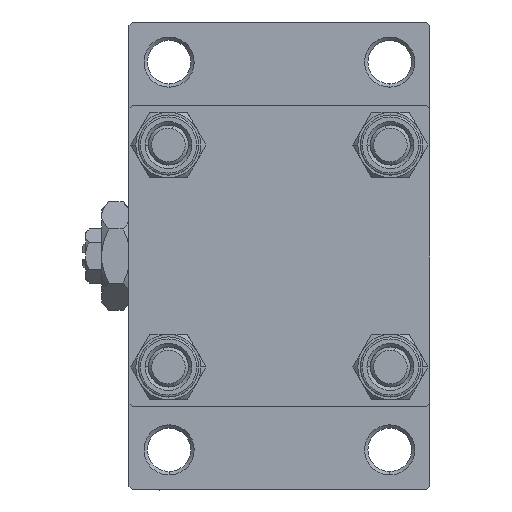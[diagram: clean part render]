
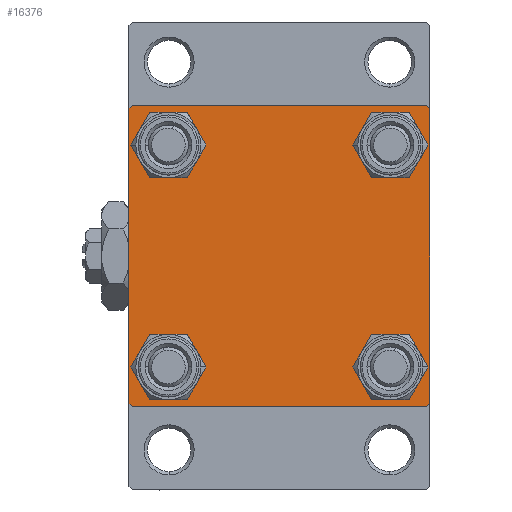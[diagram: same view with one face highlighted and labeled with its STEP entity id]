
A CAD part, left-side view. The second image highlights one B-rep face of the part: STEP entity #16376.
In plain terms, the highlighted planar face has unit normal (-1, 0, 0).
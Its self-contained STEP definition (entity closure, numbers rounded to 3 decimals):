
#656 = DIRECTION ( 'NONE',  ( 0., 0., 1. ) ) ;
#673 = VERTEX_POINT ( 'NONE', #36650 ) ;
#1124 = CARTESIAN_POINT ( 'NONE',  ( 0., 16.6, 16.6 ) ) ;
#1432 = CARTESIAN_POINT ( 'NONE',  ( 0., 16.6, 16.6 ) ) ;
#1588 = CIRCLE ( 'NONE', #30296, 3.5 ) ;
#1637 = CARTESIAN_POINT ( 'NONE',  ( 0., -16.6, 16.6 ) ) ;
#2663 = CARTESIAN_POINT ( 'NONE',  ( 0., 22.5, 22. ) ) ;
#2896 = VERTEX_POINT ( 'NONE', #9260 ) ;
#4432 = LINE ( 'NONE', #15753, #17877 ) ;
#4507 = FACE_OUTER_BOUND ( 'NONE', #44522, .T. ) ;
#4765 = CARTESIAN_POINT ( 'NONE',  ( 0., 0., 0. ) ) ;
#5783 = AXIS2_PLACEMENT_3D ( 'NONE', #1637, #28856, #25262 ) ;
#5955 = ORIENTED_EDGE ( 'NONE', *, *, #34638, .T. ) ;
#6104 = CIRCLE ( 'NONE', #47144, 3.5 ) ;
#6139 = DIRECTION ( 'NONE',  ( 0., 0., -1. ) ) ;
#6785 = CARTESIAN_POINT ( 'NONE',  ( 0., -16.6, -16.6 ) ) ;
#7430 = EDGE_CURVE ( 'NONE', #15355, #8068, #39977, .T. ) ;
#7434 = LINE ( 'NONE', #23116, #30634 ) ;
#8068 = VERTEX_POINT ( 'NONE', #25115 ) ;
#8360 = DIRECTION ( 'NONE',  ( 0., 0., 1. ) ) ;
#8859 = ORIENTED_EDGE ( 'NONE', *, *, #50582, .T. ) ;
#8963 = ORIENTED_EDGE ( 'NONE', *, *, #38260, .T. ) ;
#9260 = CARTESIAN_POINT ( 'NONE',  ( 0., -22.5, -22. ) ) ;
#9263 = VERTEX_POINT ( 'NONE', #24810 ) ;
#9584 = DIRECTION ( 'NONE',  ( 0., 0.707, 0.707 ) ) ;
#9729 = LINE ( 'NONE', #21568, #21491 ) ;
#10528 = ORIENTED_EDGE ( 'NONE', *, *, #43090, .T. ) ;
#10787 = VECTOR ( 'NONE', #36640, 1000. ) ;
#11884 = VECTOR ( 'NONE', #17966, 1000. ) ;
#12276 = LINE ( 'NONE', #35410, #38300 ) ;
#12457 = EDGE_LOOP ( 'NONE', ( #42751, #5955 ) ) ;
#13005 = CARTESIAN_POINT ( 'NONE',  ( 0., 22.5, 22.5 ) ) ;
#13006 = CARTESIAN_POINT ( 'NONE',  ( 0., -16.6, 16.6 ) ) ;
#13944 = EDGE_CURVE ( 'NONE', #17591, #14230, #40547, .T. ) ;
#14230 = VERTEX_POINT ( 'NONE', #40122 ) ;
#14500 = DIRECTION ( 'NONE',  ( 1., 0., 0. ) ) ;
#15355 = VERTEX_POINT ( 'NONE', #31786 ) ;
#15499 = DIRECTION ( 'NONE',  ( 0., 0.707, -0.707 ) ) ;
#15662 = FACE_BOUND ( 'NONE', #44535, .T. ) ;
#15753 = CARTESIAN_POINT ( 'NONE',  ( 0., 22.25, 22.25 ) ) ;
#15990 = ORIENTED_EDGE ( 'NONE', *, *, #47635, .T. ) ;
#16233 = DIRECTION ( 'NONE',  ( 0., 0., 1. ) ) ;
#16275 = CARTESIAN_POINT ( 'NONE',  ( 0., -16.6, -16.6 ) ) ;
#16376 = ADVANCED_FACE ( 'NONE', ( #35181, #15662, #17373, #24046, #4507 ), #48448, .T. ) ;
#16377 = AXIS2_PLACEMENT_3D ( 'NONE', #6785, #14500, #33772 ) ;
#16753 = VERTEX_POINT ( 'NONE', #48060 ) ;
#16825 = VERTEX_POINT ( 'NONE', #18511 ) ;
#17373 = FACE_BOUND ( 'NONE', #47192, .T. ) ;
#17591 = VERTEX_POINT ( 'NONE', #39147 ) ;
#17877 = VECTOR ( 'NONE', #15499, 1000. ) ;
#17966 = DIRECTION ( 'NONE',  ( 0., -0.707, -0.707 ) ) ;
#18084 = CARTESIAN_POINT ( 'NONE',  ( 0., -22.25, 22.25 ) ) ;
#18511 = CARTESIAN_POINT ( 'NONE',  ( 0., -16.6, 20.1 ) ) ;
#18816 = AXIS2_PLACEMENT_3D ( 'NONE', #1124, #44015, #36838 ) ;
#19459 = DIRECTION ( 'NONE',  ( 0., 0., 1. ) ) ;
#19581 = VERTEX_POINT ( 'NONE', #2663 ) ;
#19717 = CIRCLE ( 'NONE', #5783, 3.5 ) ;
#20191 = DIRECTION ( 'NONE',  ( -1., 0., 0. ) ) ;
#20390 = DIRECTION ( 'NONE',  ( 0., 0., 1. ) ) ;
#20547 = CARTESIAN_POINT ( 'NONE',  ( 0., -22.5, 22. ) ) ;
#20817 = VECTOR ( 'NONE', #37211, 1000. ) ;
#21115 = CARTESIAN_POINT ( 'NONE',  ( 0., 16.6, -16.6 ) ) ;
#21168 = ORIENTED_EDGE ( 'NONE', *, *, #27875, .T. ) ;
#21491 = VECTOR ( 'NONE', #6139, 1000. ) ;
#21545 = CARTESIAN_POINT ( 'NONE',  ( 0., 22.5, 22.5 ) ) ;
#21568 = CARTESIAN_POINT ( 'NONE',  ( 0., -22.5, 22.5 ) ) ;
#22528 = AXIS2_PLACEMENT_3D ( 'NONE', #23822, #23316, #19459 ) ;
#22541 = ORIENTED_EDGE ( 'NONE', *, *, #40791, .F. ) ;
#22587 = ORIENTED_EDGE ( 'NONE', *, *, #39326, .T. ) ;
#23116 = CARTESIAN_POINT ( 'NONE',  ( 0., -22.25, -22.25 ) ) ;
#23305 = VERTEX_POINT ( 'NONE', #44247 ) ;
#23316 = DIRECTION ( 'NONE',  ( 1., 0., 0. ) ) ;
#23822 = CARTESIAN_POINT ( 'NONE',  ( 0., 16.6, -16.6 ) ) ;
#23870 = VERTEX_POINT ( 'NONE', #36428 ) ;
#24046 = FACE_BOUND ( 'NONE', #12457, .T. ) ;
#24810 = CARTESIAN_POINT ( 'NONE',  ( 0., 16.6, 13.1 ) ) ;
#25115 = CARTESIAN_POINT ( 'NONE',  ( 0., -22., 22.5 ) ) ;
#25262 = DIRECTION ( 'NONE',  ( 0., 0., 1. ) ) ;
#25323 = EDGE_CURVE ( 'NONE', #23870, #9263, #1588, .T. ) ;
#25516 = CARTESIAN_POINT ( 'NONE',  ( 0., -16.6, -13.1 ) ) ;
#27564 = AXIS2_PLACEMENT_3D ( 'NONE', #4765, #20191, #656 ) ;
#27875 = EDGE_CURVE ( 'NONE', #15355, #19581, #4432, .T. ) ;
#28495 = EDGE_CURVE ( 'NONE', #673, #45654, #12276, .T. ) ;
#28856 = DIRECTION ( 'NONE',  ( 1., 0., 0. ) ) ;
#29251 = LINE ( 'NONE', #44927, #11884 ) ;
#30296 = AXIS2_PLACEMENT_3D ( 'NONE', #1432, #43565, #8360 ) ;
#30634 = VECTOR ( 'NONE', #35171, 1000. ) ;
#31025 = CARTESIAN_POINT ( 'NONE',  ( 0., -22., -22.5 ) ) ;
#31052 = ORIENTED_EDGE ( 'NONE', *, *, #28495, .T. ) ;
#31143 = CIRCLE ( 'NONE', #16377, 3.5 ) ;
#31786 = CARTESIAN_POINT ( 'NONE',  ( 0., 22., 22.5 ) ) ;
#31878 = AXIS2_PLACEMENT_3D ( 'NONE', #16275, #47616, #20390 ) ;
#32075 = ORIENTED_EDGE ( 'NONE', *, *, #33715, .T. ) ;
#33715 = EDGE_CURVE ( 'NONE', #48166, #16753, #39262, .T. ) ;
#33748 = LINE ( 'NONE', #18084, #40283 ) ;
#33772 = DIRECTION ( 'NONE',  ( 0., 0., 1. ) ) ;
#34638 = EDGE_CURVE ( 'NONE', #9263, #23870, #37668, .T. ) ;
#34647 = ORIENTED_EDGE ( 'NONE', *, *, #47273, .T. ) ;
#34937 = ORIENTED_EDGE ( 'NONE', *, *, #36127, .T. ) ;
#35171 = DIRECTION ( 'NONE',  ( 0., -0.707, 0.707 ) ) ;
#35181 = FACE_BOUND ( 'NONE', #39162, .T. ) ;
#35410 = CARTESIAN_POINT ( 'NONE',  ( 0., 22.5, -22.5 ) ) ;
#35869 = DIRECTION ( 'NONE',  ( 1., 0., 0. ) ) ;
#36127 = EDGE_CURVE ( 'NONE', #16753, #48166, #31143, .T. ) ;
#36428 = CARTESIAN_POINT ( 'NONE',  ( 0., 16.6, 20.1 ) ) ;
#36640 = DIRECTION ( 'NONE',  ( 0., -1., 0. ) ) ;
#36650 = CARTESIAN_POINT ( 'NONE',  ( 0., 22., -22.5 ) ) ;
#36838 = DIRECTION ( 'NONE',  ( 0., 0., 1. ) ) ;
#37211 = DIRECTION ( 'NONE',  ( 0., 0., -1. ) ) ;
#37668 = CIRCLE ( 'NONE', #18816, 3.5 ) ;
#38260 = EDGE_CURVE ( 'NONE', #23305, #16825, #19717, .T. ) ;
#38300 = VECTOR ( 'NONE', #46720, 1000. ) ;
#38681 = AXIS2_PLACEMENT_3D ( 'NONE', #13006, #35869, #47692 ) ;
#39147 = CARTESIAN_POINT ( 'NONE',  ( 0., 16.6, -20.1 ) ) ;
#39162 = EDGE_LOOP ( 'NONE', ( #10528, #8963 ) ) ;
#39262 = CIRCLE ( 'NONE', #31878, 3.5 ) ;
#39326 = EDGE_CURVE ( 'NONE', #45524, #8068, #33748, .T. ) ;
#39616 = DIRECTION ( 'NONE',  ( 1., 0., 0. ) ) ;
#39900 = VERTEX_POINT ( 'NONE', #44923 ) ;
#39977 = LINE ( 'NONE', #13005, #10787 ) ;
#40122 = CARTESIAN_POINT ( 'NONE',  ( 0., 16.6, -13.1 ) ) ;
#40283 = VECTOR ( 'NONE', #9584, 1000. ) ;
#40547 = CIRCLE ( 'NONE', #22528, 3.5 ) ;
#40791 = EDGE_CURVE ( 'NONE', #45524, #2896, #9729, .T. ) ;
#42751 = ORIENTED_EDGE ( 'NONE', *, *, #25323, .T. ) ;
#43090 = EDGE_CURVE ( 'NONE', #16825, #23305, #46048, .T. ) ;
#43356 = ORIENTED_EDGE ( 'NONE', *, *, #13944, .T. ) ;
#43565 = DIRECTION ( 'NONE',  ( 1., 0., 0. ) ) ;
#43767 = ORIENTED_EDGE ( 'NONE', *, *, #49201, .T. ) ;
#44015 = DIRECTION ( 'NONE',  ( 1., 0., 0. ) ) ;
#44247 = CARTESIAN_POINT ( 'NONE',  ( 0., -16.6, 13.1 ) ) ;
#44522 = EDGE_LOOP ( 'NONE', ( #15990, #8859, #31052, #34647, #22541, #22587, #45056, #21168 ) ) ;
#44535 = EDGE_LOOP ( 'NONE', ( #32075, #34937 ) ) ;
#44923 = CARTESIAN_POINT ( 'NONE',  ( 0., 22.5, -22. ) ) ;
#44927 = CARTESIAN_POINT ( 'NONE',  ( 0., 22.25, -22.25 ) ) ;
#45056 = ORIENTED_EDGE ( 'NONE', *, *, #7430, .F. ) ;
#45524 = VERTEX_POINT ( 'NONE', #20547 ) ;
#45654 = VERTEX_POINT ( 'NONE', #31025 ) ;
#46048 = CIRCLE ( 'NONE', #38681, 3.5 ) ;
#46720 = DIRECTION ( 'NONE',  ( 0., -1., 0. ) ) ;
#47144 = AXIS2_PLACEMENT_3D ( 'NONE', #21115, #39616, #16233 ) ;
#47192 = EDGE_LOOP ( 'NONE', ( #43767, #43356 ) ) ;
#47273 = EDGE_CURVE ( 'NONE', #45654, #2896, #7434, .T. ) ;
#47616 = DIRECTION ( 'NONE',  ( 1., 0., 0. ) ) ;
#47635 = EDGE_CURVE ( 'NONE', #19581, #39900, #50052, .T. ) ;
#47692 = DIRECTION ( 'NONE',  ( 0., 0., 1. ) ) ;
#48060 = CARTESIAN_POINT ( 'NONE',  ( 0., -16.6, -20.1 ) ) ;
#48166 = VERTEX_POINT ( 'NONE', #25516 ) ;
#48448 = PLANE ( 'NONE',  #27564 ) ;
#49201 = EDGE_CURVE ( 'NONE', #14230, #17591, #6104, .T. ) ;
#50052 = LINE ( 'NONE', #21545, #20817 ) ;
#50582 = EDGE_CURVE ( 'NONE', #39900, #673, #29251, .T. ) ;
